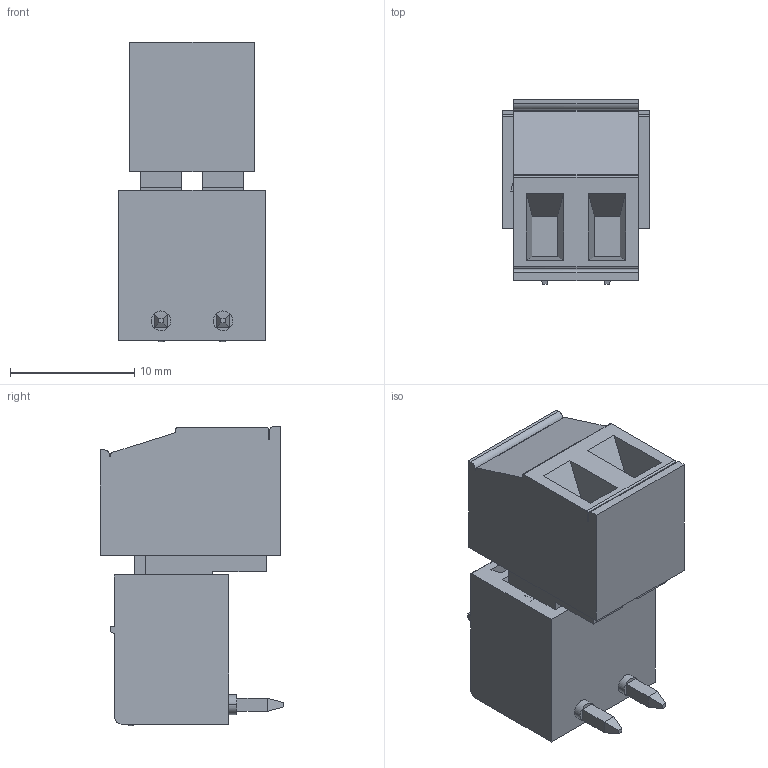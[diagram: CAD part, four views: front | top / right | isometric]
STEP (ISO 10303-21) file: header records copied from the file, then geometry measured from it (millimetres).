
FILE_DESCRIPTION(('FreeCAD Model'),'2;1');
FILE_NAME('5.00mm-02A.step', '2020-03-17T15:02:37',('Author'),(''), 'Open CASCADE STEP processor 7.3','FreeCAD','Unknown');
FILE_SCHEMA(('AUTOMOTIVE_DESIGN { 1 0 10303 214 1 1 1 1 }'));
Length unit declared in the file: millimetre
Products named in the file (1): 5.00mm-02A
Bounding box: 11.82 x 14.8 x 24.14 mm (x, y, z)
Volume: 2394.5 mm3; surface area: 2943.7 mm2
Topology: 2 solids, 3 shells, 278 faces, 2098 edges, 6046 vertices
Faces by surface type: bspline 278
Entity records: 31063 total; most frequent: CARTESIAN_POINT 16207, B_SPLINE_CURVE_WITH_KNOTS 2942, GEOMETRIC_CURVE_SET 1399, ORIENTED_EDGE 1396, PCURVE 1396, DEFINITIONAL_REPRESENTATION 1396, TRIMMED_CURVE 1396, EDGE_CURVE 698
